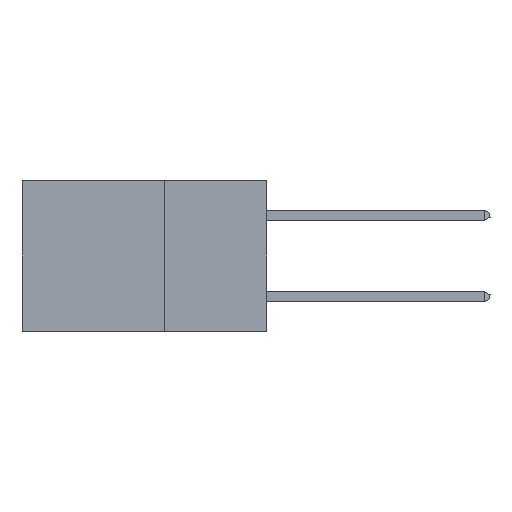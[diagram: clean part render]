
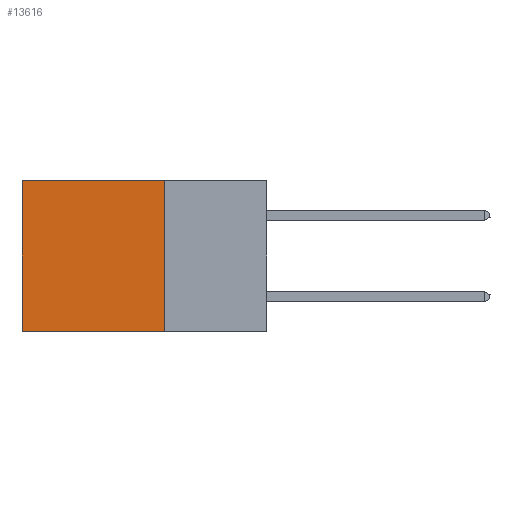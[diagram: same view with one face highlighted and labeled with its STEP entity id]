
A CAD part, left-side view. The second image highlights one B-rep face of the part: STEP entity #13616.
In plain terms, the highlighted planar face has unit normal (-1, 0, 0).
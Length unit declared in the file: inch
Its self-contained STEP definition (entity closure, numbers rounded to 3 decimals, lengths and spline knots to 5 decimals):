
#386 = CARTESIAN_POINT ( 'NONE',  ( 0.2875, 0.25, 0. ) ) ;
#1378 = DIRECTION ( 'NONE',  ( 0., 0., -1. ) ) ;
#1392 = VERTEX_POINT ( 'NONE', #386 ) ;
#1505 = ORIENTED_EDGE ( 'NONE', *, *, #4752, .T. ) ;
#1761 = DIRECTION ( 'NONE',  ( 0., 1., 0. ) ) ;
#1811 = CARTESIAN_POINT ( 'NONE',  ( 0.2875, 0.6, -0.37 ) ) ;
#1958 = VECTOR ( 'NONE', #26156, 39.37008 ) ;
#2737 = ORIENTED_EDGE ( 'NONE', *, *, #19623, .F. ) ;
#4047 = CARTESIAN_POINT ( 'NONE',  ( 0.2875, 0.25, -0.37 ) ) ;
#4588 = VECTOR ( 'NONE', #1761, 39.37008 ) ;
#4752 = EDGE_CURVE ( 'NONE', #27102, #12204, #20243, .T. ) ;
#6182 = FACE_OUTER_BOUND ( 'NONE', #18586, .T. ) ;
#7037 = EDGE_CURVE ( 'NONE', #1392, #32893, #12355, .T. ) ;
#8889 = CARTESIAN_POINT ( 'NONE',  ( 0.2875, 0.6, 0. ) ) ;
#9433 = CARTESIAN_POINT ( 'NONE',  ( 0.2875, 0.6, 0. ) ) ;
#11450 = ORIENTED_EDGE ( 'NONE', *, *, #27782, .T. ) ;
#12204 = VERTEX_POINT ( 'NONE', #1811 ) ;
#12355 = LINE ( 'NONE', #23988, #23507 ) ;
#13616 = ADVANCED_FACE ( 'NONE', ( #6182 ), #26151, .F. ) ;
#17561 = LINE ( 'NONE', #23614, #4588 ) ;
#18358 = DIRECTION ( 'NONE',  ( 0., 0., -1. ) ) ;
#18586 = EDGE_LOOP ( 'NONE', ( #1505, #2737, #35060, #11450 ) ) ;
#19138 = DIRECTION ( 'NONE',  ( 0., 0., -1. ) ) ;
#19372 = CARTESIAN_POINT ( 'NONE',  ( 0.2875, 0.25, 0. ) ) ;
#19623 = EDGE_CURVE ( 'NONE', #32893, #12204, #28149, .T. ) ;
#20243 = LINE ( 'NONE', #9433, #33590 ) ;
#23507 = VECTOR ( 'NONE', #18358, 39.37008 ) ;
#23614 = CARTESIAN_POINT ( 'NONE',  ( 0.2875, 0.25, 0. ) ) ;
#23988 = CARTESIAN_POINT ( 'NONE',  ( 0.2875, 0.25, 0. ) ) ;
#26151 = PLANE ( 'NONE',  #27202 ) ;
#26156 = DIRECTION ( 'NONE',  ( 0., 1., 0. ) ) ;
#27102 = VERTEX_POINT ( 'NONE', #8889 ) ;
#27202 = AXIS2_PLACEMENT_3D ( 'NONE', #19372, #33070, #19138 ) ;
#27782 = EDGE_CURVE ( 'NONE', #1392, #27102, #17561, .T. ) ;
#28149 = LINE ( 'NONE', #4047, #1958 ) ;
#32893 = VERTEX_POINT ( 'NONE', #33011 ) ;
#33011 = CARTESIAN_POINT ( 'NONE',  ( 0.2875, 0.25, -0.37 ) ) ;
#33070 = DIRECTION ( 'NONE',  ( 1., 0., 0. ) ) ;
#33590 = VECTOR ( 'NONE', #1378, 39.37008 ) ;
#35060 = ORIENTED_EDGE ( 'NONE', *, *, #7037, .F. ) ;
